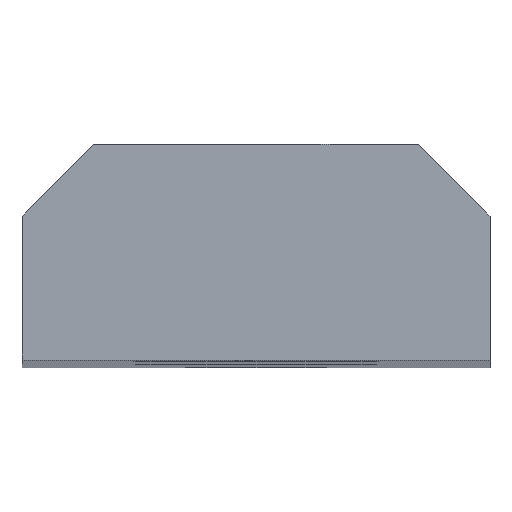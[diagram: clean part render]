
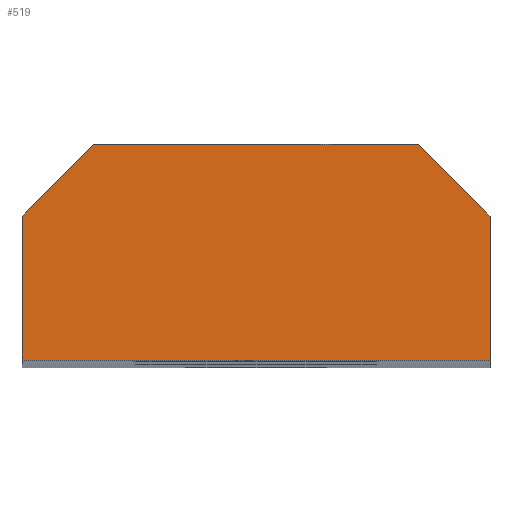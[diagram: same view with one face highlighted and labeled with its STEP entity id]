
A CAD part, top view. The second image highlights one B-rep face of the part: STEP entity #519.
In plain terms, the highlighted planar face has unit normal (0, 0, 1).
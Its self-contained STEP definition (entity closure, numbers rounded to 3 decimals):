
#3 = EDGE_CURVE ( 'NONE', #113, #187, #185, .T. ) ;
#5 = EDGE_CURVE ( 'NONE', #187, #148, #215, .T. ) ;
#29 = AXIS2_PLACEMENT_3D ( 'NONE', #447, #441, #440 ) ;
#65 = EDGE_CURVE ( 'NONE', #148, #169, #313, .T. ) ;
#72 = EDGE_CURVE ( 'NONE', #169, #196, #311, .T. ) ;
#75 = EDGE_CURVE ( 'NONE', #196, #192, #300, .T. ) ;
#78 = EDGE_CURVE ( 'NONE', #192, #113, #288, .T. ) ;
#96 = ORIENTED_EDGE ( 'NONE', *, *, #78, .T. ) ;
#108 = ORIENTED_EDGE ( 'NONE', *, *, #5, .T. ) ;
#113 = VERTEX_POINT ( 'NONE', #423 ) ;
#135 = EDGE_LOOP ( 'NONE', ( #217, #146, #150, #96, #168, #108 ) ) ;
#146 = ORIENTED_EDGE ( 'NONE', *, *, #72, .T. ) ;
#148 = VERTEX_POINT ( 'NONE', #482 ) ;
#150 = ORIENTED_EDGE ( 'NONE', *, *, #75, .T. ) ;
#168 = ORIENTED_EDGE ( 'NONE', *, *, #3, .T. ) ;
#169 = VERTEX_POINT ( 'NONE', #505 ) ;
#185 = LINE ( 'NONE', #358, #204 ) ;
#187 = VERTEX_POINT ( 'NONE', #404 ) ;
#192 = VERTEX_POINT ( 'NONE', #492 ) ;
#196 = VERTEX_POINT ( 'NONE', #368 ) ;
#201 = VECTOR ( 'NONE', #351, 1000. ) ;
#204 = VECTOR ( 'NONE', #356, 1000. ) ;
#215 = LINE ( 'NONE', #352, #201 ) ;
#217 = ORIENTED_EDGE ( 'NONE', *, *, #65, .T. ) ;
#265 = FACE_OUTER_BOUND ( 'NONE', #135, .T. ) ;
#285 = VECTOR ( 'NONE', #473, 1000. ) ;
#288 = LINE ( 'NONE', #429, #285 ) ;
#291 = VECTOR ( 'NONE', #464, 1000. ) ;
#297 = VECTOR ( 'NONE', #402, 1000. ) ;
#300 = LINE ( 'NONE', #395, #291 ) ;
#308 = VECTOR ( 'NONE', #382, 1000. ) ;
#311 = LINE ( 'NONE', #397, #297 ) ;
#313 = LINE ( 'NONE', #507, #308 ) ;
#351 = DIRECTION ( 'NONE',  ( -0.707, -0.707, 0. ) ) ;
#352 = CARTESIAN_POINT ( 'NONE',  ( -4.5, 6., 126. ) ) ;
#356 = DIRECTION ( 'NONE',  ( -1., 0., 0. ) ) ;
#358 = CARTESIAN_POINT ( 'NONE',  ( -4.5, 6., 126. ) ) ;
#368 = CARTESIAN_POINT ( 'NONE',  ( 6.5, 0., 126. ) ) ;
#382 = DIRECTION ( 'NONE',  ( 0., -1., 0. ) ) ;
#395 = CARTESIAN_POINT ( 'NONE',  ( 6.5, 0., 126. ) ) ;
#397 = CARTESIAN_POINT ( 'NONE',  ( -6.5, 0., 126. ) ) ;
#402 = DIRECTION ( 'NONE',  ( 1., 0., 0. ) ) ;
#404 = CARTESIAN_POINT ( 'NONE',  ( -4.5, 6., 126. ) ) ;
#423 = CARTESIAN_POINT ( 'NONE',  ( 4.5, 6., 126. ) ) ;
#429 = CARTESIAN_POINT ( 'NONE',  ( 4.5, 6., 126. ) ) ;
#440 = DIRECTION ( 'NONE',  ( -1., 0., 0. ) ) ;
#441 = DIRECTION ( 'NONE',  ( 0., 0., -1. ) ) ;
#445 = PLANE ( 'NONE',  #29 ) ;
#447 = CARTESIAN_POINT ( 'NONE',  ( -6.5, 6., 126. ) ) ;
#464 = DIRECTION ( 'NONE',  ( 0., 1., 0. ) ) ;
#473 = DIRECTION ( 'NONE',  ( -0.707, 0.707, 0. ) ) ;
#482 = CARTESIAN_POINT ( 'NONE',  ( -6.5, 4., 126. ) ) ;
#492 = CARTESIAN_POINT ( 'NONE',  ( 6.5, 4., 126. ) ) ;
#505 = CARTESIAN_POINT ( 'NONE',  ( -6.5, 0., 126. ) ) ;
#507 = CARTESIAN_POINT ( 'NONE',  ( -6.5, 0., 126. ) ) ;
#519 = ADVANCED_FACE ( 'NONE', ( #265 ), #445, .F. ) ;
